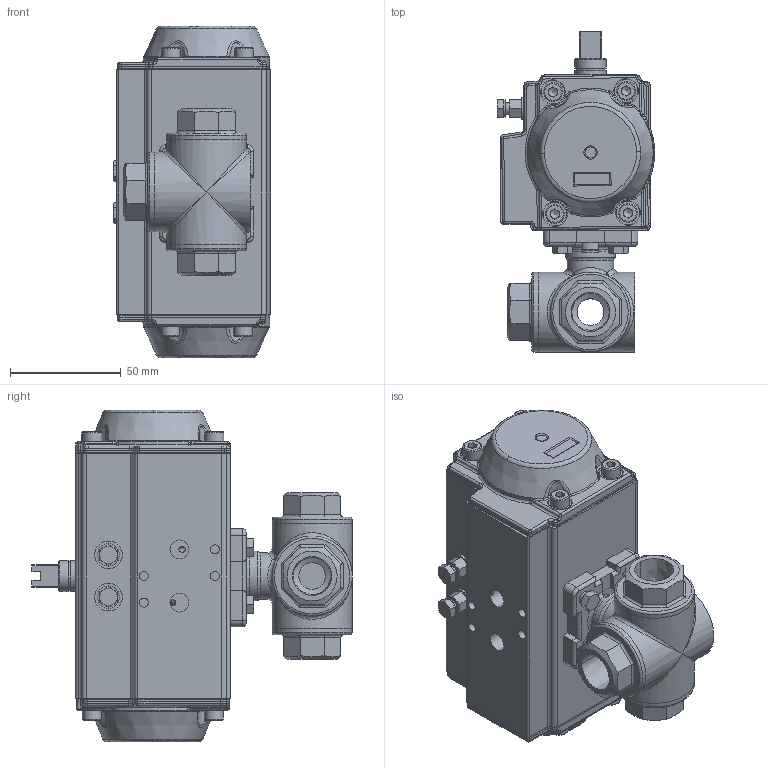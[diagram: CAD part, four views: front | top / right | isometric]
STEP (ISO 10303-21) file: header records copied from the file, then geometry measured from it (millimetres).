
FILE_DESCRIPTION(/* description */ ('Unknown'),/* implementation_level */ '2;1');
FILE_NAME(/* name */ 'PD029339-04',/* time_stamp */ '2024-06-18T12:21:55+02:00',/* author */ ('Unknown'),/* organization */ ('Unknown'),/* preprocessor_version */ 'ST-DEVELOPER v19.4',/* originating_system */ 'Solid Edge',/* authorisation */ 'Unknown');
FILE_SCHEMA (('AUTOMOTIVE_DESIGN {1 0 10303 214 3 1 1}'));
Products named in the file (19): PD029339-04; 9339-04; Body Gsake; Body; Cap; Stem; Nut Stopper; NUT M12_GB_FASTENER_NUT_SSFNTT M14X1.0-N; PD02_PE01; vt50-2016-06-25; hex bolt gradeab_din_ISO 4014 - M5 x 25 x 16-N; huosai50; vt50-2016-06-25 _______MIR; zhou50; VTE50____; plain washers-n series-grade a gb_GB_FASTENER_WASHER_PWNA 5; hex nut gradec_din_Hexagon Nut ISO 4034 - M5 - N; socket head cap screw_din_DIN 912 M5 x 16 --- 16N; DIN 933 M5x16 A2-70 BLK_EDST
Assembly tree (36 placements, depth 3):
  PD029339-04
    9339-04
      Body Gsake  x3
      Body
      Cap  x3
      Stem
      Nut Stopper
      NUT M12_GB_FASTENER_NUT_SSFNTT M14X1.0-N
    PD02_PE01
      vt50-2016-06-25
      hex bolt gradeab_din_ISO 4014 - M5 x 25 x 16-N  x2
      huosai50  x2
      vt50-2016-06-25 _______MIR
      zhou50
      VTE50____
      plain washers-n series-grade a gb_GB_FASTENER_WASHER_PWNA 5  x2
      hex nut gradec_din_Hexagon Nut ISO 4034 - M5 - N  x2
      socket head cap screw_din_DIN 912 M5 x 16 --- 16N  x8
    DIN 933 M5x16 A2-70 BLK_EDST  x4
Bounding box: 70.92 x 144.3 x 149.4 mm (x, y, z)
Volume: 455052 mm3; surface area: 175952.4 mm2
Topology: 34 solids, 34 shells, 2648 faces, 6575 edges, 4123 vertices
Faces by surface type: plane 985, cylinder 681, bspline 413, cone 286, torus 263, sphere 20
Full cylindrical faces by diameter (mm): 2.5 x2, 4.134 x20, 4.2 x2, 4.917 x7, 5 x16, 5.3 x2, 5.5 x1, 8 x6, 8.5 x8, 8.566 x2, 9.6 x1, 10 x4, 11 x1, 11.4 x1, 12 x8, 12.5 x2, 12.6 x3, 12.7 x1, 12.9 x1, 13 x12, 13.5 x2, 14 x5, 15.8 x1, 16 x1, 16.5 x2, 17.2 x1, 18.5 x4, 21 x1, 21.2 x1, 21.4 x1
Entity records: 86403 total; most frequent: CARTESIAN_POINT 43196, ORIENTED_EDGE 9238, DIRECTION 7690, EDGE_CURVE 4619, VERTEX_POINT 3122, AXIS2_PLACEMENT_3D 2924, FACE_BOUND 2461, EDGE_LOOP 2440
